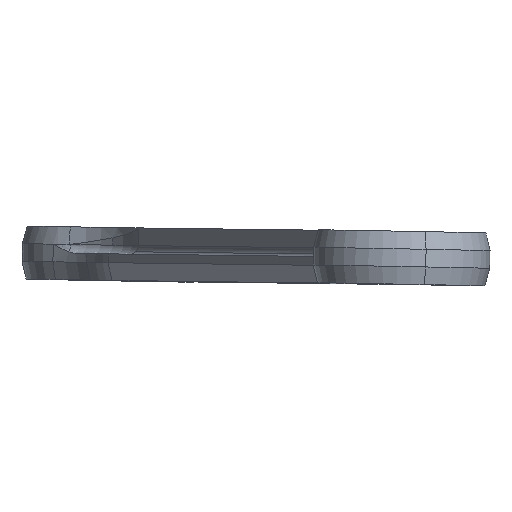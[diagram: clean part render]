
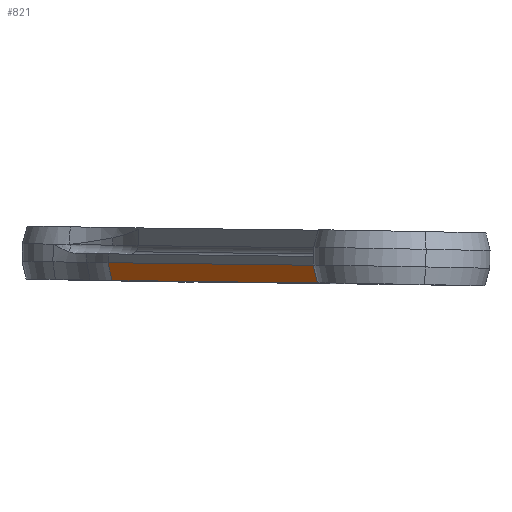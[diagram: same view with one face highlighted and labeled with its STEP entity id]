
A CAD part, top view. The second image highlights one B-rep face of the part: STEP entity #821.
In plain terms, the highlighted planar face has unit normal (-0.937, -0.225, 0.267).
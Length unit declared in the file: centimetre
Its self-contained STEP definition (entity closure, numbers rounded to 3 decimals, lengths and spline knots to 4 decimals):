
#7 = ORIENTED_EDGE ( 'NONE', *, *, #1167, .T. ) ;
#73 = CARTESIAN_POINT ( 'NONE',  ( 12.1147, 17.7298, 11.4974 ) ) ;
#149 = CARTESIAN_POINT ( 'NONE',  ( 14.5027, 17.6853, 19.8458 ) ) ;
#301 = VERTEX_POINT ( 'NONE', #149 ) ;
#443 = CARTESIAN_POINT ( 'NONE',  ( 11.7334, 17.937, 10.3331 ) ) ;
#460 = CARTESIAN_POINT ( 'NONE',  ( 12.0704, 17.9307, 11.5111 ) ) ;
#580 = ORIENTED_EDGE ( 'NONE', *, *, #1197, .T. ) ;
#616 = VERTEX_POINT ( 'NONE', #2476 ) ;
#637 = LINE ( 'NONE', #1518, #1449 ) ;
#641 = DIRECTION ( 'NONE',  ( -0.937, -0.225, 0.267 ) ) ;
#809 = VERTEX_POINT ( 'NONE', #460 ) ;
#821 = ADVANCED_FACE ( 'NONE', ( #1299 ), #1722, .T. ) ;
#880 = LINE ( 'NONE', #2615, #2045 ) ;
#1087 = DIRECTION ( 'NONE',  ( -0.275, 0.005, -0.961 ) ) ;
#1167 = EDGE_CURVE ( 'NONE', #2009, #301, #637, .T. ) ;
#1197 = EDGE_CURVE ( 'NONE', #616, #809, #2599, .T. ) ;
#1299 = FACE_OUTER_BOUND ( 'NONE', #1393, .T. ) ;
#1314 = CARTESIAN_POINT ( 'NONE',  ( 11.7556, 17.8365, 10.3262 ) ) ;
#1392 = CARTESIAN_POINT ( 'NONE',  ( 12.1147, 17.7298, 11.4974 ) ) ;
#1393 = EDGE_LOOP ( 'NONE', ( #2269, #580, #2140, #7 ) ) ;
#1449 = VECTOR ( 'NONE', #2368, 100. ) ;
#1518 = CARTESIAN_POINT ( 'NONE',  ( 11.7777, 17.7361, 10.3193 ) ) ;
#1722 = PLANE ( 'NONE',  #2553 ) ;
#1746 = DIRECTION ( 'NONE',  ( -0.215, 0.974, 0.067 ) ) ;
#1917 = EDGE_CURVE ( 'NONE', #2009, #809, #2395, .T. ) ;
#2009 = VERTEX_POINT ( 'NONE', #1392 ) ;
#2045 = VECTOR ( 'NONE', #1746, 100. ) ;
#2140 = ORIENTED_EDGE ( 'NONE', *, *, #1917, .F. ) ;
#2249 = VECTOR ( 'NONE', #1087, 100. ) ;
#2269 = ORIENTED_EDGE ( 'NONE', *, *, #2675, .T. ) ;
#2368 = DIRECTION ( 'NONE',  ( 0.275, -0.005, 0.961 ) ) ;
#2386 = DIRECTION ( 'NONE',  ( -0.234, 0.972, 0. ) ) ;
#2395 = LINE ( 'NONE', #73, #2702 ) ;
#2476 = CARTESIAN_POINT ( 'NONE',  ( 14.4584, 17.8862, 19.8595 ) ) ;
#2553 = AXIS2_PLACEMENT_3D ( 'NONE', #1314, #641, #2386 ) ;
#2599 = LINE ( 'NONE', #443, #2249 ) ;
#2615 = CARTESIAN_POINT ( 'NONE',  ( 14.5027, 17.6853, 19.8458 ) ) ;
#2640 = DIRECTION ( 'NONE',  ( -0.215, 0.974, 0.067 ) ) ;
#2675 = EDGE_CURVE ( 'NONE', #301, #616, #880, .T. ) ;
#2702 = VECTOR ( 'NONE', #2640, 100. ) ;
